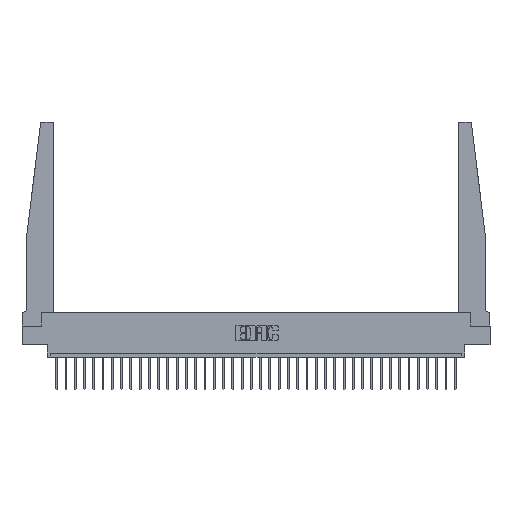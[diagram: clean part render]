
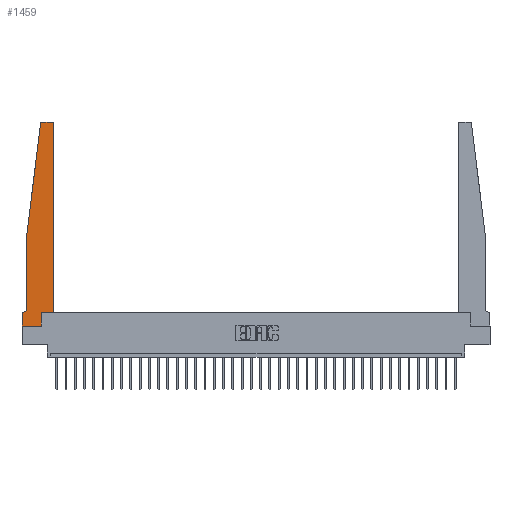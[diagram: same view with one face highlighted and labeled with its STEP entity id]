
A CAD part, top view. The second image highlights one B-rep face of the part: STEP entity #1459.
In plain terms, the highlighted planar face has unit normal (0, 0, 1).
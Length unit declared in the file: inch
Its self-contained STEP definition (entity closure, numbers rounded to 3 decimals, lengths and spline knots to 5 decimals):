
#99 = CARTESIAN_POINT ( 'NONE',  ( 0.25, 2.75, 0.37 ) ) ;
#228 = LINE ( 'NONE', #7437, #21422 ) ;
#399 = CARTESIAN_POINT ( 'NONE',  ( 0.425, 0.18, 0.37 ) ) ;
#488 = EDGE_CURVE ( 'NONE', #9279, #22328, #228, .T. ) ;
#847 = DIRECTION ( 'NONE',  ( 0., 0., -1. ) ) ;
#1121 = EDGE_LOOP ( 'NONE', ( #2701, #4368, #12520, #21096, #9191, #11805, #11540, #6864, #7661, #14897, #10130, #30222 ) ) ;
#1128 = CARTESIAN_POINT ( 'NONE',  ( 0., 0.1875, 0.37 ) ) ;
#1459 = ADVANCED_FACE ( 'NONE', ( #16839 ), #26849, .T. ) ;
#1604 = EDGE_CURVE ( 'NONE', #12707, #5960, #13659, .T. ) ;
#2340 = VECTOR ( 'NONE', #8784, 39.37008 ) ;
#2701 = ORIENTED_EDGE ( 'NONE', *, *, #32185, .T. ) ;
#2879 = CARTESIAN_POINT ( 'NONE',  ( 0.27653, 2.75, 0.37 ) ) ;
#3184 = DIRECTION ( 'NONE',  ( 1., 0., 0. ) ) ;
#3231 = CARTESIAN_POINT ( 'NONE',  ( 0.395, 2.72, 0.37 ) ) ;
#3321 = DIRECTION ( 'NONE',  ( 0., -1., 0. ) ) ;
#4368 = ORIENTED_EDGE ( 'NONE', *, *, #14802, .T. ) ;
#5181 = LINE ( 'NONE', #23018, #16355 ) ;
#5372 = EDGE_CURVE ( 'NONE', #15936, #12707, #7823, .T. ) ;
#5778 = DIRECTION ( 'NONE',  ( -1., 0., 0. ) ) ;
#5960 = VERTEX_POINT ( 'NONE', #6934 ) ;
#6114 = CIRCLE ( 'NONE', #24414, 0.03 ) ;
#6164 = VERTEX_POINT ( 'NONE', #24999 ) ;
#6213 = DIRECTION ( 'NONE',  ( 1., 0., 0. ) ) ;
#6258 = CARTESIAN_POINT ( 'NONE',  ( 0.015, 0.2375, 0.37 ) ) ;
#6417 = CARTESIAN_POINT ( 'NONE',  ( 0., 0., 0.37 ) ) ;
#6443 = LINE ( 'NONE', #13815, #26947 ) ;
#6864 = ORIENTED_EDGE ( 'NONE', *, *, #21503, .T. ) ;
#6934 = CARTESIAN_POINT ( 'NONE',  ( 0.395, 2.75, 0.37 ) ) ;
#7072 = EDGE_CURVE ( 'NONE', #21311, #9279, #9532, .T. ) ;
#7297 = EDGE_CURVE ( 'NONE', #22328, #23186, #18868, .T. ) ;
#7437 = CARTESIAN_POINT ( 'NONE',  ( 0.065, 0.1875, 0.37 ) ) ;
#7661 = ORIENTED_EDGE ( 'NONE', *, *, #12059, .T. ) ;
#7823 = LINE ( 'NONE', #18160, #23108 ) ;
#8593 = CARTESIAN_POINT ( 'NONE',  ( 0.065, 1.25, 0.37 ) ) ;
#8784 = DIRECTION ( 'NONE',  ( -0.122, -0.992, 0. ) ) ;
#9191 = ORIENTED_EDGE ( 'NONE', *, *, #7072, .T. ) ;
#9279 = VERTEX_POINT ( 'NONE', #31181 ) ;
#9333 = DIRECTION ( 'NONE',  ( 0., -1., 0. ) ) ;
#9532 = CIRCLE ( 'NONE', #22687, 0.05 ) ;
#10130 = ORIENTED_EDGE ( 'NONE', *, *, #5372, .T. ) ;
#11499 = VERTEX_POINT ( 'NONE', #8593 ) ;
#11540 = ORIENTED_EDGE ( 'NONE', *, *, #7297, .T. ) ;
#11805 = ORIENTED_EDGE ( 'NONE', *, *, #488, .T. ) ;
#12059 = EDGE_CURVE ( 'NONE', #28170, #6164, #19712, .T. ) ;
#12520 = ORIENTED_EDGE ( 'NONE', *, *, #21364, .T. ) ;
#12707 = VERTEX_POINT ( 'NONE', #30823 ) ;
#13392 = LINE ( 'NONE', #28152, #2340 ) ;
#13659 = CIRCLE ( 'NONE', #14153, 0.03 ) ;
#13723 = VECTOR ( 'NONE', #9333, 39.37008 ) ;
#13815 = CARTESIAN_POINT ( 'NONE',  ( 0., 0., 0.37 ) ) ;
#14153 = AXIS2_PLACEMENT_3D ( 'NONE', #3231, #15203, #25221 ) ;
#14306 = VECTOR ( 'NONE', #3321, 39.37008 ) ;
#14802 = EDGE_CURVE ( 'NONE', #27774, #22050, #6114, .T. ) ;
#14897 = ORIENTED_EDGE ( 'NONE', *, *, #18649, .T. ) ;
#15162 = DIRECTION ( 'NONE',  ( 1., 0., 0. ) ) ;
#15203 = DIRECTION ( 'NONE',  ( 0., 0., 1. ) ) ;
#15544 = CARTESIAN_POINT ( 'NONE',  ( 0.065, 0.2375, 0.37 ) ) ;
#15778 = CARTESIAN_POINT ( 'NONE',  ( 0.065, 1.25, 0.37 ) ) ;
#15936 = VERTEX_POINT ( 'NONE', #399 ) ;
#16355 = VECTOR ( 'NONE', #15162, 39.37008 ) ;
#16839 = FACE_OUTER_BOUND ( 'NONE', #1121, .T. ) ;
#17715 = CARTESIAN_POINT ( 'NONE',  ( 0.2605, 0., 0.37 ) ) ;
#17839 = AXIS2_PLACEMENT_3D ( 'NONE', #1128, #18675, #6213 ) ;
#18160 = CARTESIAN_POINT ( 'NONE',  ( 0.425, 0.18, 0.37 ) ) ;
#18649 = EDGE_CURVE ( 'NONE', #6164, #15936, #5181, .T. ) ;
#18675 = DIRECTION ( 'NONE',  ( 0., 0., 1. ) ) ;
#18868 = LINE ( 'NONE', #6417, #13723 ) ;
#19421 = CARTESIAN_POINT ( 'NONE',  ( 0.24675, 2.72367, 0.37 ) ) ;
#19553 = DIRECTION ( 'NONE',  ( -1., 0., 0. ) ) ;
#19712 = LINE ( 'NONE', #27268, #30812 ) ;
#20476 = EDGE_CURVE ( 'NONE', #11499, #21311, #23482, .T. ) ;
#21096 = ORIENTED_EDGE ( 'NONE', *, *, #20476, .T. ) ;
#21311 = VERTEX_POINT ( 'NONE', #15544 ) ;
#21364 = EDGE_CURVE ( 'NONE', #22050, #11499, #13392, .T. ) ;
#21422 = VECTOR ( 'NONE', #19553, 39.37008 ) ;
#21503 = EDGE_CURVE ( 'NONE', #23186, #28170, #6443, .T. ) ;
#22050 = VERTEX_POINT ( 'NONE', #19421 ) ;
#22328 = VERTEX_POINT ( 'NONE', #23534 ) ;
#22419 = LINE ( 'NONE', #99, #28885 ) ;
#22687 = AXIS2_PLACEMENT_3D ( 'NONE', #6258, #847, #5778 ) ;
#23018 = CARTESIAN_POINT ( 'NONE',  ( 0.425, 0.18, 0.37 ) ) ;
#23108 = VECTOR ( 'NONE', #27995, 39.37008 ) ;
#23186 = VERTEX_POINT ( 'NONE', #28652 ) ;
#23482 = LINE ( 'NONE', #15778, #14306 ) ;
#23534 = CARTESIAN_POINT ( 'NONE',  ( 0., 0.1875, 0.37 ) ) ;
#23780 = DIRECTION ( 'NONE',  ( 0., 0., 1. ) ) ;
#24414 = AXIS2_PLACEMENT_3D ( 'NONE', #26259, #23780, #28545 ) ;
#24999 = CARTESIAN_POINT ( 'NONE',  ( 0.2605, 0.18, 0.37 ) ) ;
#25221 = DIRECTION ( 'NONE',  ( 1., 0., 0. ) ) ;
#26259 = CARTESIAN_POINT ( 'NONE',  ( 0.27653, 2.72, 0.37 ) ) ;
#26849 = PLANE ( 'NONE',  #17839 ) ;
#26947 = VECTOR ( 'NONE', #3184, 39.37008 ) ;
#27268 = CARTESIAN_POINT ( 'NONE',  ( 0.2605, 0.18, 0.37 ) ) ;
#27616 = DIRECTION ( 'NONE',  ( 0., 1., 0. ) ) ;
#27774 = VERTEX_POINT ( 'NONE', #2879 ) ;
#27995 = DIRECTION ( 'NONE',  ( 0., 1., 0. ) ) ;
#28152 = CARTESIAN_POINT ( 'NONE',  ( 0.065, 1.25, 0.37 ) ) ;
#28170 = VERTEX_POINT ( 'NONE', #17715 ) ;
#28545 = DIRECTION ( 'NONE',  ( 1., 0., 0. ) ) ;
#28652 = CARTESIAN_POINT ( 'NONE',  ( 0., 0., 0.37 ) ) ;
#28885 = VECTOR ( 'NONE', #32215, 39.37008 ) ;
#30222 = ORIENTED_EDGE ( 'NONE', *, *, #1604, .T. ) ;
#30812 = VECTOR ( 'NONE', #27616, 39.37008 ) ;
#30823 = CARTESIAN_POINT ( 'NONE',  ( 0.425, 2.72, 0.37 ) ) ;
#31181 = CARTESIAN_POINT ( 'NONE',  ( 0.015, 0.1875, 0.37 ) ) ;
#32185 = EDGE_CURVE ( 'NONE', #5960, #27774, #22419, .T. ) ;
#32215 = DIRECTION ( 'NONE',  ( -1., 0., 0. ) ) ;
